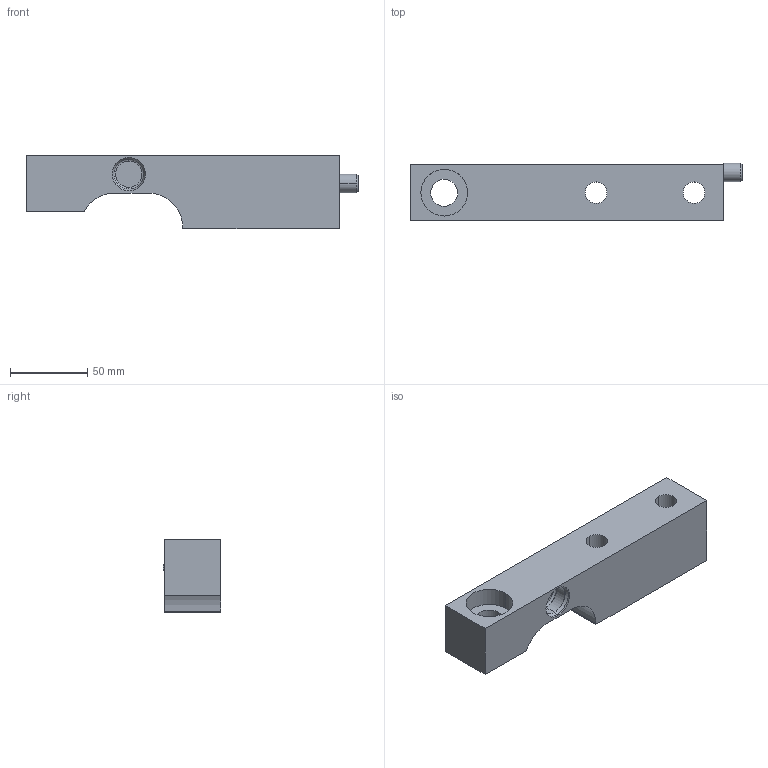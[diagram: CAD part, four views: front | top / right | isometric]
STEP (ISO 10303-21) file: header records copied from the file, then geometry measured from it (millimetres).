
FILE_DESCRIPTION(('STEP AP214'),'1');
FILE_NAME('FTZA 500 kg.stp','2018-01-12T14:24:58',(' '),(' '),'Spatial InterOp 3D',' ',' ');
FILE_SCHEMA(('AUTOMOTIVE_DESIGN { 1 0 10303 214 1 1 1 1 }'));
Length unit declared in the file: metre
Products named in the file (3): FTZA 500 kg; corpo; pressacavo
Assembly tree (2 placements, depth 2):
  FTZA 500 kg
    corpo
    pressacavo
Bounding box: 215.2 x 37.48 x 47.63 mm (x, y, z)
Volume: 248366.2 mm3; surface area: 48665.9 mm2
Topology: 2 solids, 5 shells, 85 faces, 181 edges, 111 vertices
Faces by surface type: cylinder 39, plane 22, cone 12, torus 12
Entity records: 3071 total; most frequent: DIRECTION 465, CARTESIAN_POINT 378, ORIENTED_EDGE 358, AXIS2_PLACEMENT_3D 198, EDGE_CURVE 179, VERTEX_POINT 111, CIRCLE 110, EDGE_LOOP 98
